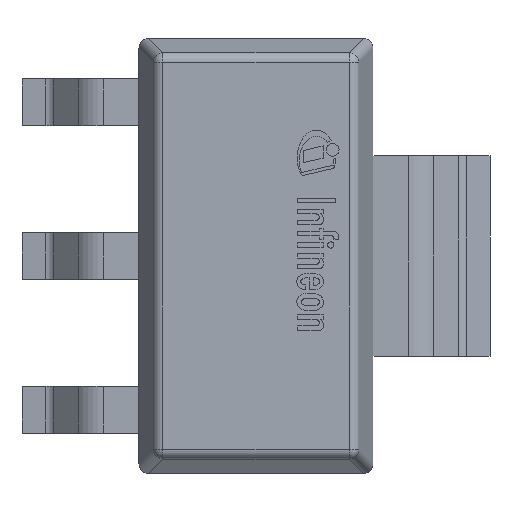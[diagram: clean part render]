
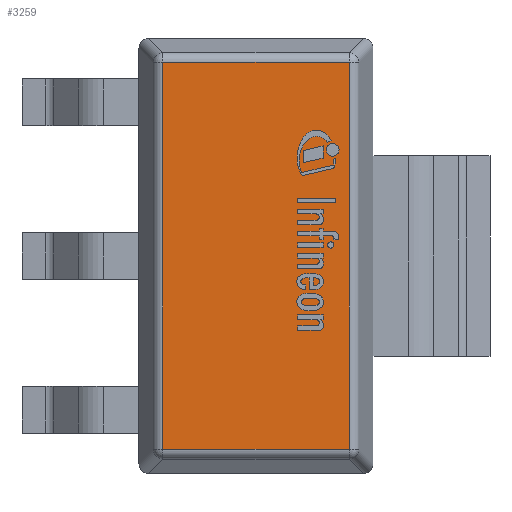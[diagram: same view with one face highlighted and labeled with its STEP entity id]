
A CAD part, top view. The second image highlights one B-rep face of the part: STEP entity #3259.
In plain terms, the highlighted planar face has unit normal (0, 0, 1).
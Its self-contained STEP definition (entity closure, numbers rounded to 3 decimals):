
#139=PLANE('',#3507);
#295=FACE_OUTER_BOUND('',#499,.T.);
#499=EDGE_LOOP('',(#2353,#2354,#2355,#2356));
#708=LINE('',#4699,#1068);
#712=LINE('',#4715,#1072);
#714=LINE('',#4718,#1074);
#716=LINE('',#4721,#1076);
#1068=VECTOR('',#3820,1.);
#1072=VECTOR('',#3838,1.);
#1074=VECTOR('',#3842,1.);
#1076=VECTOR('',#3846,1.);
#1490=VERTEX_POINT('',#4660);
#1495=VERTEX_POINT('',#4673);
#1500=VERTEX_POINT('',#4686);
#1505=VERTEX_POINT('',#4702);
#1824=EDGE_CURVE('',#1490,#1500,#708,.T.);
#1832=EDGE_CURVE('',#1500,#1505,#712,.T.);
#1834=EDGE_CURVE('',#1505,#1495,#714,.T.);
#1836=EDGE_CURVE('',#1495,#1490,#716,.T.);
#2353=ORIENTED_EDGE('',*,*,#1824,.F.);
#2354=ORIENTED_EDGE('',*,*,#1836,.F.);
#2355=ORIENTED_EDGE('',*,*,#1834,.F.);
#2356=ORIENTED_EDGE('',*,*,#1832,.F.);
#3259=ADVANCED_FACE('',(#295),#139,.T.);
#3507=AXIS2_PLACEMENT_3D('',#4726,#3853,#3854);
#3820=DIRECTION('',(0.,-1.,0.));
#3838=DIRECTION('',(-1.,0.,0.));
#3842=DIRECTION('',(0.,1.,0.));
#3846=DIRECTION('',(1.,0.,0.));
#3853=DIRECTION('center_axis',(0.,0.,1.));
#3854=DIRECTION('ref_axis',(-1.,0.,0.));
#4660=CARTESIAN_POINT('',(1.394,2.894,1.8));
#4673=CARTESIAN_POINT('',(-1.394,2.894,1.8));
#4686=CARTESIAN_POINT('',(1.394,-2.894,1.8));
#4699=CARTESIAN_POINT('',(1.394,1.625,1.8));
#4702=CARTESIAN_POINT('',(-1.394,-2.894,1.8));
#4715=CARTESIAN_POINT('',(0.875,-2.894,1.8));
#4718=CARTESIAN_POINT('',(-1.394,-1.625,1.8));
#4721=CARTESIAN_POINT('',(-0.875,2.894,1.8));
#4726=CARTESIAN_POINT('Origin',(0.,0.,
1.8));
